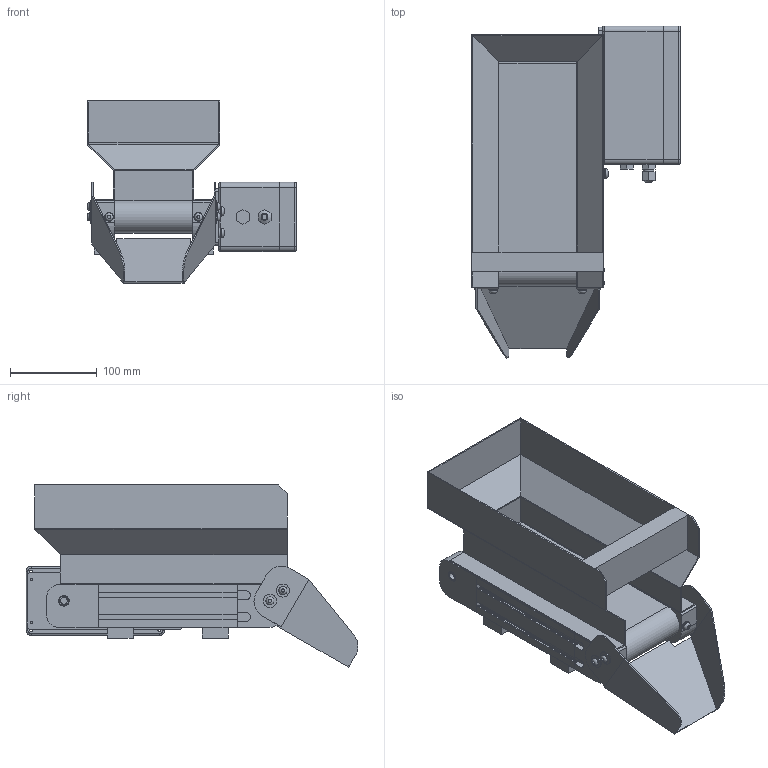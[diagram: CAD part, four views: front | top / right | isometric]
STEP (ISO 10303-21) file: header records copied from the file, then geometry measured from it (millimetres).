
FILE_DESCRIPTION(/* description */ ('Unknown'),/* implementation_level */ '2;1');
FILE_NAME(/* name */ 'BB3,5+24V-L-Bibl',/* time_stamp */ '2019-08-21T10:19:15+02:00',/* author */ ('Stubenvoll'),/* organization */ ('Unknown'),/* preprocessor_version */ 'ST-DEVELOPER v16.7',/* originating_system */ 'DEX',/* authorisation */ $);
FILE_SCHEMA (('CONFIG_CONTROL_DESIGN'));
Length unit declared in the file: millimetre
Products named in the file (30): BB3,5+24V-L-Bibl; Bibl-ATS-GM-24DC; Bibl-Motorpl-24DC; Bibl-Gehäuse; Bibl-Gehäusedeckel; Kabelverschraubung M12x1,5; Blindstopfen M12x1,5; HRS-M6x12+ScSc+US DIN 125+Nutmutter M6 - Platte 5mm; Halbrundschraube M6x12; Schnorrscheibe Ø6,4; Scheibe Ø6,4 DIN125A; Nutmutter10x10-M6; BB3,5-000-Bibl; BBXX-SKR-001-BiblKat; BB3,5-Bibl-Längsprofil; BBXX-SKL-001-BiblKat; BBXX-UKR-001-BiblKat; BB3,5-Bibl-Leiste; BBXX-UKL-001-BiblKat; BB3,5-Bibl-Gurt; BB3,5-Bibl-Wanne; HRS-M5x30+ScSc+US DIN 125; Scheibe Ø5,3 DIN125A; Schnorrscheibe Ø5,3; Halbrundschraube M5x30; HRS-M5x12+ScSc+US DIN 9012; Scheibe M5 - DIN 9021; Halbrundschraube M5x12; BB3,5-Bibl-Rutsche; BBXX-007-Bibl
Assembly tree (37 placements, depth 4):
  BB3,5+24V-L-Bibl
    Bibl-ATS-GM-24DC
      Bibl-Motorpl-24DC
      Bibl-Gehäuse
      Bibl-Gehäusedeckel
      Kabelverschraubung M12x1,5
      Blindstopfen M12x1,5
      HRS-M6x12+ScSc+US DIN 125+Nutmutter M6 - Platte 5mm  x2
        Halbrundschraube M6x12
        Schnorrscheibe Ø6,4
        Scheibe Ø6,4 DIN125A
        Nutmutter10x10-M6
    BB3,5-000-Bibl
      BBXX-SKR-001-BiblKat
      BB3,5-Bibl-Längsprofil  x2
      BBXX-SKL-001-BiblKat
      BBXX-UKR-001-BiblKat
      BB3,5-Bibl-Leiste  x2
      BBXX-UKL-001-BiblKat
      BB3,5-Bibl-Gurt
      BB3,5-Bibl-Wanne
      HRS-M5x30+ScSc+US DIN 125  x2
        Scheibe Ø5,3 DIN125A
        Schnorrscheibe Ø5,3
        Halbrundschraube M5x30
      HRS-M5x12+ScSc+US DIN 9012  x4
        Scheibe M5 - DIN 9021
        Schnorrscheibe Ø5,3
        Halbrundschraube M5x12
      BB3,5-Bibl-Rutsche
    BBXX-007-Bibl
Bounding box: 241.58 x 383.41 x 210.44 mm (x, y, z)
Volume: 3185237 mm3; surface area: 623292.2 mm2
Topology: 43 solids, 43 shells, 671 faces, 1633 edges, 1079 vertices
Faces by surface type: plane 409, cylinder 217, cone 29, torus 16
Full cylindrical faces by diameter (mm): 2.5 x4, 3.3 x4, 4.2 x4, 4.917 x2, 5 x10, 5.3 x12, 5.5 x2, 5.6 x2, 6 x3, 6.4 x4, 6.8 x2, 7.5 x4, 8 x1, 8.5 x8, 9 x6, 9.3 x6, 10 x4, 11.2 x2, 12 x8, 15 x5
Entity records: 14355 total; most frequent: CARTESIAN_POINT 2462, DIRECTION 2350, ORIENTED_EDGE 2080, EDGE_CURVE 1040, AXIS2_PLACEMENT_3D 830, VERTEX_POINT 726, LINE 690, VECTOR 690
